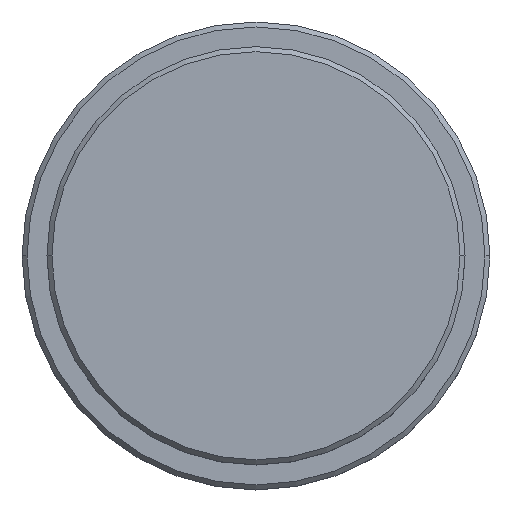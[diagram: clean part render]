
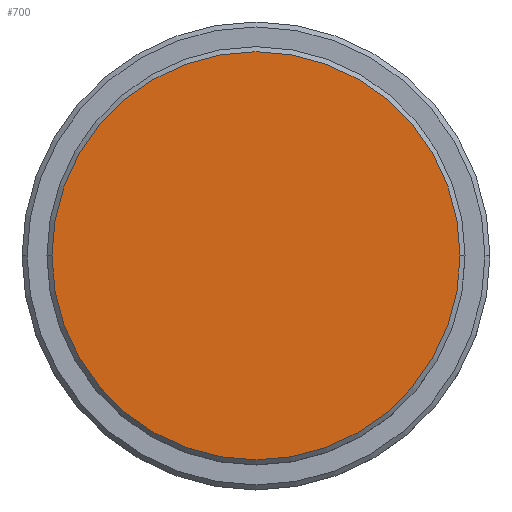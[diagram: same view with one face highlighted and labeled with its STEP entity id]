
A CAD part, top view. The second image highlights one B-rep face of the part: STEP entity #700.
In plain terms, the highlighted planar face has unit normal (0, 0, 1).
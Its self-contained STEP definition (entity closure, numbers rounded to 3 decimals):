
#36 = VERTEX_POINT ( 'NONE', #320 ) ;
#60 = DIRECTION ( 'NONE',  ( 0., 0., 1. ) ) ;
#68 = FACE_OUTER_BOUND ( 'NONE', #79, .T. ) ;
#79 = EDGE_LOOP ( 'NONE', ( #216, #769 ) ) ;
#126 = AXIS2_PLACEMENT_3D ( 'NONE', #798, #60, #1326 ) ;
#216 = ORIENTED_EDGE ( 'NONE', *, *, #1178, .T. ) ;
#252 = CARTESIAN_POINT ( 'NONE',  ( 20.5, 0., 0. ) ) ;
#259 = DIRECTION ( 'NONE',  ( 0., 0., 1. ) ) ;
#265 = DIRECTION ( 'NONE',  ( 1., 0., 0. ) ) ;
#286 = AXIS2_PLACEMENT_3D ( 'NONE', #367, #801, #265 ) ;
#319 = EDGE_CURVE ( 'NONE', #527, #36, #442, .T. ) ;
#320 = CARTESIAN_POINT ( 'NONE',  ( -20.5, 0., 0. ) ) ;
#367 = CARTESIAN_POINT ( 'NONE',  ( 0., 0., 0. ) ) ;
#442 = CIRCLE ( 'NONE', #286, 20.5 ) ;
#502 = CARTESIAN_POINT ( 'NONE',  ( 0., 0., 0. ) ) ;
#527 = VERTEX_POINT ( 'NONE', #252 ) ;
#700 = ADVANCED_FACE ( 'NONE', ( #68 ), #1156, .T. ) ;
#769 = ORIENTED_EDGE ( 'NONE', *, *, #319, .T. ) ;
#798 = CARTESIAN_POINT ( 'NONE',  ( 0., 0., 0. ) ) ;
#801 = DIRECTION ( 'NONE',  ( 0., 0., 1. ) ) ;
#852 = AXIS2_PLACEMENT_3D ( 'NONE', #502, #259, #920 ) ;
#920 = DIRECTION ( 'NONE',  ( 1., 0., 0. ) ) ;
#985 = CIRCLE ( 'NONE', #126, 20.5 ) ;
#1156 = PLANE ( 'NONE',  #852 ) ;
#1178 = EDGE_CURVE ( 'NONE', #36, #527, #985, .T. ) ;
#1326 = DIRECTION ( 'NONE',  ( 1., 0., 0. ) ) ;
